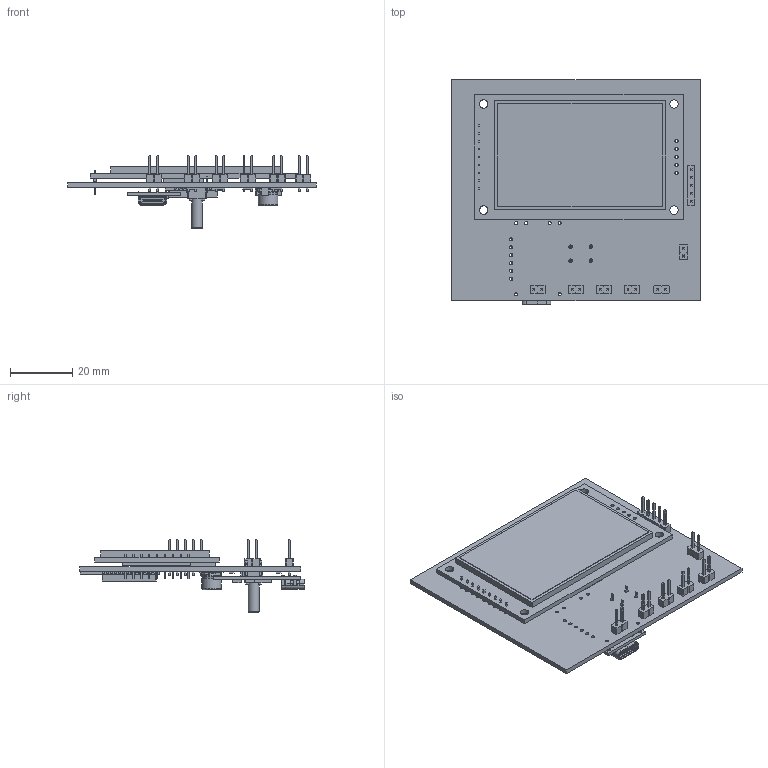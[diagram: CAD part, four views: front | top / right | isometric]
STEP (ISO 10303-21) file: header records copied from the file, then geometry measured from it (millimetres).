
FILE_DESCRIPTION(('KiCad electronic assembly'),'2;1');
FILE_NAME('ALFAGAME-v1.step','2025-04-05T17:27:42',('Pcbnew'),('Kicad'), 'Open CASCADE STEP processor 7.8','KiCad to STEP converter','Unknown' );
FILE_SCHEMA(('AUTOMOTIVE_DESIGN { 1 0 10303 214 1 1 1 1 }'));
Length unit declared in the file: millimetre
Products named in the file (13): ALFAGAME-v1 1; PinHeader_1x02_P2.54mm_Vertical; CR2013-MI2120; PinHeader_1x05_P2.54mm_Vertical; R_1206_3216Metric; C_1210_3225Metric; SW_PUSH_6mm_H13mm; TP4056 charge module with protection; USB_type_C; SOLID; CP_Elec_6.3x5.8; ESP32-WROOM-32; ALFAGAME-v1_PCB
Assembly tree (25 placements, depth 3):
  ALFAGAME-v1 1
    PinHeader_1x02_P2.54mm_Vertical  x6
    CR2013-MI2120
    PinHeader_1x05_P2.54mm_Vertical
    R_1206_3216Metric  x6
    C_1210_3225Metric  x4
    SW_PUSH_6mm_H13mm
    TP4056 charge module with protection
      USB_type_C
      SOLID
    CP_Elec_6.3x5.8
    ESP32-WROOM-32
    ALFAGAME-v1_PCB
Bounding box: 80 x 72.15 x 23.22 mm (x, y, z)
Volume: 19339.3 mm3; surface area: 26927.1 mm2
Topology: 62 solids, 63 shells, 2472 faces, 6145 edges, 3858 vertices
Faces by surface type: plane 1918, cylinder 484, sphere 28, torus 23, revolution 17, bspline 2
Full cylindrical faces by diameter (mm): 0.2 x12, 0.65 x2, 0.8 x2, 1 x52, 1.1 x4, 1.5 x6, 2.7 x8, 3.5 x1, 6.3 x2
Entity records: 72860 total; most frequent: CARTESIAN_POINT 10456, DIRECTION 9996, ORIENTED_EDGE 9902, EDGE_CURVE 4951, LINE 3847, VECTOR 3847, VERTEX_POINT 3114, AXIS2_PLACEMENT_3D 3066
